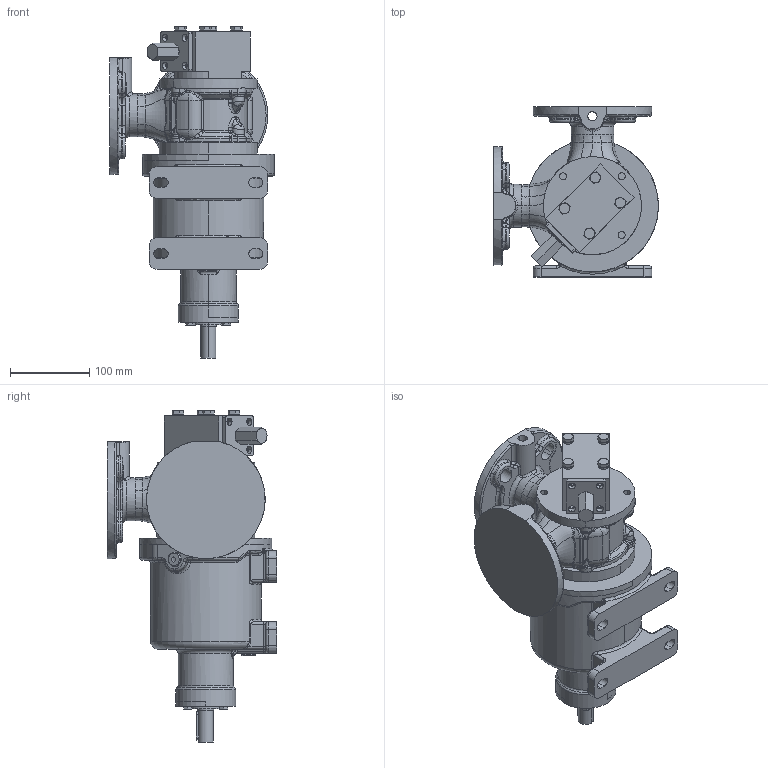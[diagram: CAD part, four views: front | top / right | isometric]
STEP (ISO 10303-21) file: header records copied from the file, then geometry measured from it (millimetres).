
FILE_DESCRIPTION((''),'2;1');
FILE_NAME('R_40_K_M_Y','2022-06-09T14:36:05',('Nicola'),(''),'CREO PARAMETRIC BY PTC INC, 2020354','CREO PARAMETRIC BY PTC INC, 2020354','');
FILE_SCHEMA(('CONFIG_CONTROL_DESIGN'));
Products named in the file (1): R_40_K_M_Y
Bounding box: 208.5 x 215 x 420 mm (x, y, z)
Volume: 4935506.6 mm3; surface area: 377137.3 mm2
Topology: 3 solids, 3 shells, 1509 faces, 3618 edges, 2145 vertices
Faces by surface type: bspline 582, cylinder 342, plane 298, torus 154, cone 93, sphere 32, extrusion 8
Entity records: 103495 total; most frequent: CARTESIAN_POINT 72244, ORIENTED_EDGE 7204, DIRECTION 5620, EDGE_CURVE 3602, AXIS2_PLACEMENT_3D 2340, VERTEX_POINT 2145, EDGE_LOOP 1605, FACE_OUTER_BOUND 1509
